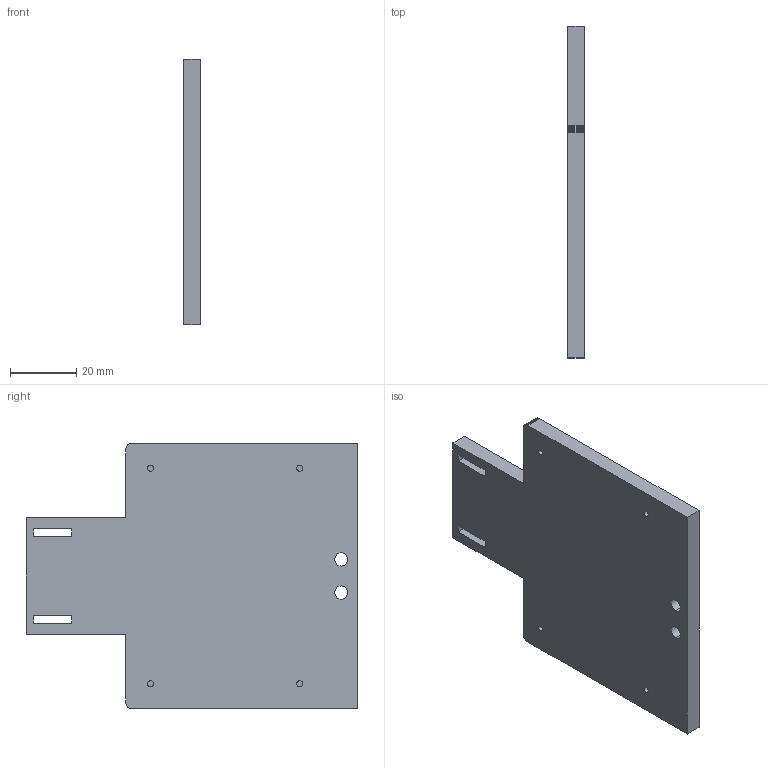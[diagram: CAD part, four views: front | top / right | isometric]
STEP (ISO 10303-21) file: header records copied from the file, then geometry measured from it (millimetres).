
FILE_DESCRIPTION (( 'STEP AP203' ), '1' );
FILE_NAME ('eletronics mount_Default_sldprt.STEP', '2023-03-14T16:36:17', ( '' ), ( '' ), 'SwSTEP 2.0', 'SolidWorks 2022', '' );
FILE_SCHEMA (( 'CONFIG_CONTROL_DESIGN' ));
Length unit declared in the file: millimetre
Products named in the file (1): eletronics mount_Default_sldprt
Bounding box: 5 x 100 x 80 mm (x, y, z)
Volume: 32801.6 mm3; surface area: 15471.8 mm2
Topology: 1 solids, 1 shells, 68 faces, 174 edges, 116 vertices
Faces by surface type: plane 48, cylinder 20
Entity records: 2151 total; most frequent: CARTESIAN_POINT 359, DIRECTION 352, ORIENTED_EDGE 348, EDGE_CURVE 174, LINE 134, VECTOR 134, VERTEX_POINT 116, AXIS2_PLACEMENT_3D 109
